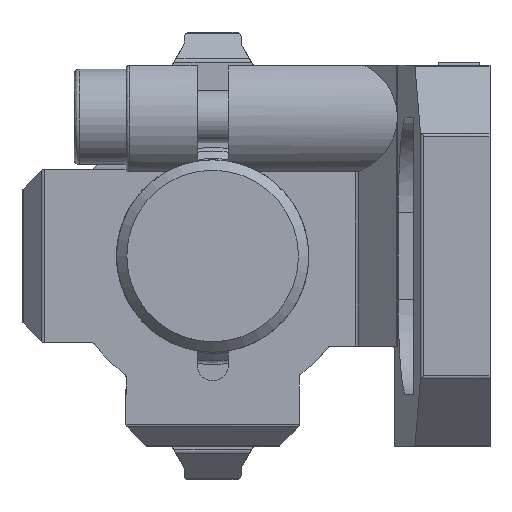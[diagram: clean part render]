
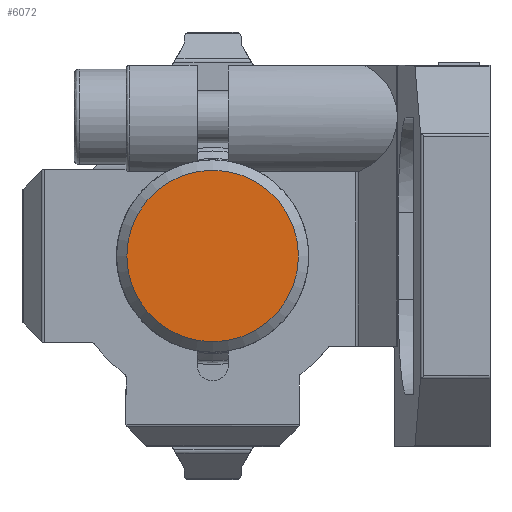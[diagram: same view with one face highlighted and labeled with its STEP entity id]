
A CAD part, left-side view. The second image highlights one B-rep face of the part: STEP entity #6072.
In plain terms, the highlighted planar face has unit normal (-1, 0, 0).
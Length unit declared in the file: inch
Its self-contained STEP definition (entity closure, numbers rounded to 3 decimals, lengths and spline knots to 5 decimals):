
#2873 = VERTEX_POINT ( 'NONE', #7672 ) ;
#2894 = DIRECTION ( 'NONE',  ( 1., 0., 0. ) ) ;
#3644 = EDGE_LOOP ( 'NONE', ( #7588 ) ) ;
#3823 = PLANE ( 'NONE',  #11637 ) ;
#4137 = CIRCLE ( 'NONE', #11500, 0.19488 ) ;
#5240 = FACE_OUTER_BOUND ( 'NONE', #3644, .T. ) ;
#6072 = ADVANCED_FACE ( 'NONE', ( #5240 ), #3823, .F. ) ;
#6286 = DIRECTION ( 'NONE',  ( 0., 0., -1. ) ) ;
#6371 = CARTESIAN_POINT ( 'NONE',  ( 0., 0., 0. ) ) ;
#7588 = ORIENTED_EDGE ( 'NONE', *, *, #13011, .F. ) ;
#7672 = CARTESIAN_POINT ( 'NONE',  ( 0., 0., -0.19488 ) ) ;
#7945 = DIRECTION ( 'NONE',  ( 0., -1., 0. ) ) ;
#11500 = AXIS2_PLACEMENT_3D ( 'NONE', #6371, #11555, #6286 ) ;
#11555 = DIRECTION ( 'NONE',  ( 1., 0., 0. ) ) ;
#11637 = AXIS2_PLACEMENT_3D ( 'NONE', #12818, #2894, #7945 ) ;
#12818 = CARTESIAN_POINT ( 'NONE',  ( 0., 0., 0. ) ) ;
#13011 = EDGE_CURVE ( 'NONE', #2873, #2873, #4137, .T. ) ;
